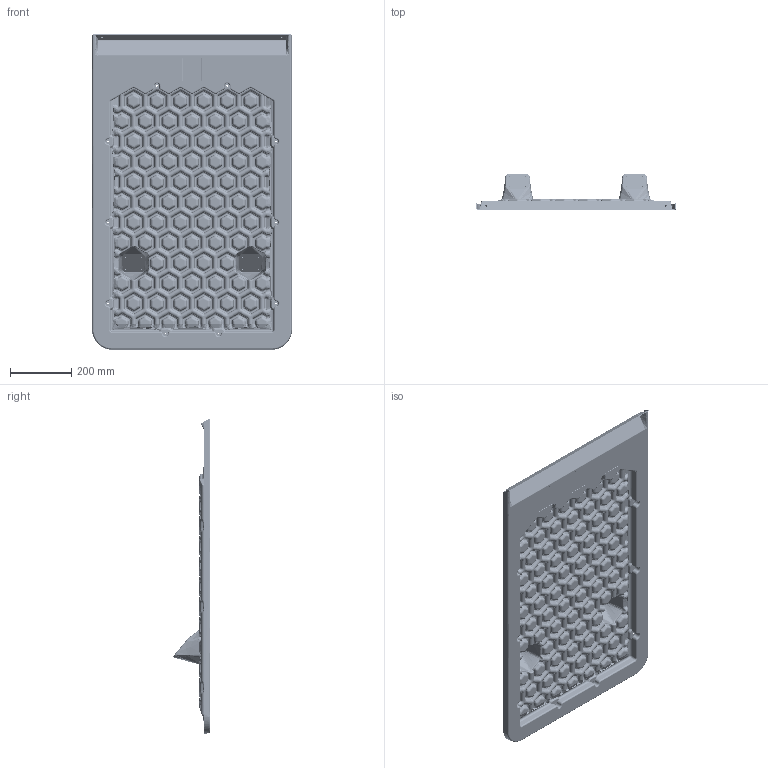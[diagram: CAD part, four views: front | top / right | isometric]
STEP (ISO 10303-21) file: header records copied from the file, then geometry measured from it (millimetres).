
FILE_DESCRIPTION (( 'STEP AP214' ), '1' );
FILE_NAME ('am-5117 Easel Back.STEP', '2023-04-26T21:29:42', ( '' ), ( '' ), 'SwSTEP 2.0', 'SolidWorks 2022', '' );
FILE_SCHEMA (( 'AUTOMOTIVE_DESIGN' ));
Products named in the file (1): am-5117 Easel Back
Bounding box: 651.68 x 121.21 x 1028.2 mm (x, y, z)
Volume: 2488091.9 mm3; surface area: 2001990.8 mm2
Topology: 1 solids, 1 shells, 10084 faces, 22900 edges, 11292 vertices
Faces by surface type: cylinder 3849, torus 2119, sphere 1804, plane 1382, bspline 924, cone 6
Entity records: 398219 total; most frequent: CARTESIAN_POINT 186076, DIRECTION 49057, ORIENTED_EDGE 42340, AXIS2_PLACEMENT_3D 21404, EDGE_CURVE 21170, CIRCLE 12243, VERTEX_POINT 11100, EDGE_LOOP 10128
